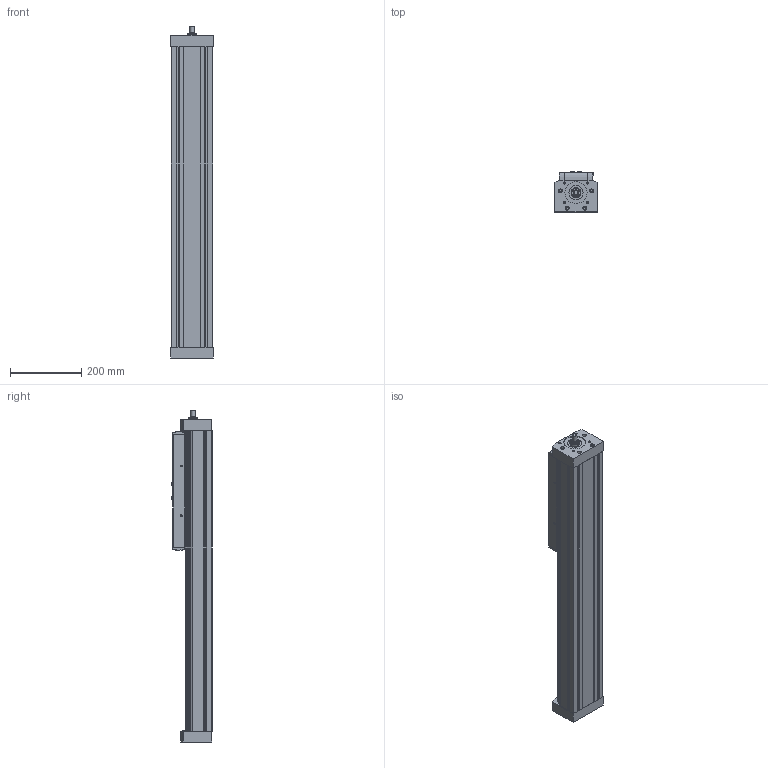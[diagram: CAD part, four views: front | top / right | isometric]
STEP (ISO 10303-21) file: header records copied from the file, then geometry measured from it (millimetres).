
FILE_DESCRIPTION(/* description */ ('STEP AP214'),/* implementation_level */ '2;1');
FILE_NAME(/* name */ '8041847_ELGA-BS-KF-120-500-0H-25P-ML',/* time_stamp */ '2024-08-27T16:54:42+02:00',/* author */ ('License CC BY-ND 4.0'),/* organization */ ('CADENAS'),/* preprocessor_version */ 'ST-DEVELOPER v19.3',/* originating_system */ 'PARTsolutions',/* authorisation */ ' ');
FILE_SCHEMA (('AUTOMOTIVE_DESIGN {1 0 10303 214 3 1 1}'));
Length unit declared in the file: millimetre
Products named in the file (5): 8041847 ELGA-BS-KF-120-500-0H-25P-ML---(0); 8024920 ELGA-BS-KF-120-500-0-ML----(g); 8024920 ELGA-BS-KF----(s); 8137184 ZBH-9-B; 742281 G1/8-AL-SA
Assembly tree (5 placements, depth 2):
  8041847 ELGA-BS-KF-120-500-0H-25P-ML---(0)
    8024920 ELGA-BS-KF-120-500-0-ML----(g)
    8024920 ELGA-BS-KF----(s)
    8137184 ZBH-9-B  x2
    742281 G1/8-AL-SA
Bounding box: 120 x 113.3 x 934.5 mm (x, y, z)
Volume: 7908613.1 mm3; surface area: 840907 mm2
Topology: 5 solids, 6 shells, 617 faces, 1538 edges, 1003 vertices
Faces by surface type: plane 392, cylinder 159, cone 49, torus 17
Full cylindrical faces by diameter (mm): 4.134 x12, 4.917 x12, 6.647 x2, 8.566 x1, 9 x10, 9.728 x1, 10 x8, 11 x8, 12 x1, 16 x1, 24 x1, 40 x1, 62 x1
Entity records: 18905 total; most frequent: CARTESIAN_POINT 3042, DIRECTION 2998, ORIENTED_EDGE 2768, EDGE_CURVE 1384, AXIS2_PLACEMENT_3D 1009, VERTEX_POINT 981, LINE 980, VECTOR 980
